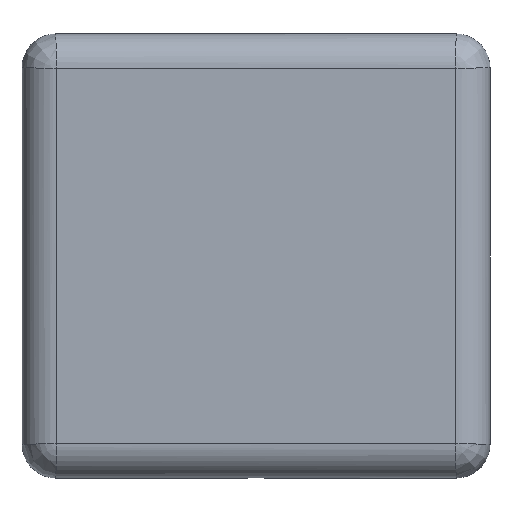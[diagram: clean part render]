
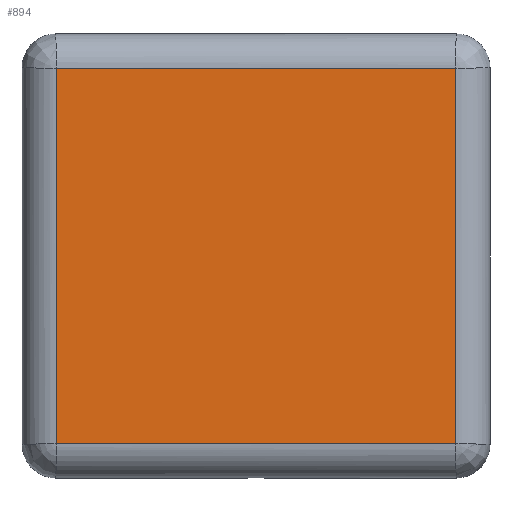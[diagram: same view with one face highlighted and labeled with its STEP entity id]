
A CAD part, front view. The second image highlights one B-rep face of the part: STEP entity #894.
In plain terms, the highlighted planar face has unit normal (0, -1, 0).
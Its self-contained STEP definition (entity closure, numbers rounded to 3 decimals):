
#133=FACE_OUTER_BOUND('',#193,.T.);
#193=EDGE_LOOP('',(#609,#610,#611,#612));
#258=LINE('',#1365,#325);
#259=LINE('',#1367,#326);
#260=LINE('',#1369,#327);
#261=LINE('',#1370,#328);
#325=VECTOR('',#1080,10.);
#326=VECTOR('',#1081,10.);
#327=VECTOR('',#1082,10.);
#328=VECTOR('',#1083,10.);
#392=VERTEX_POINT('',#1363);
#393=VERTEX_POINT('',#1364);
#394=VERTEX_POINT('',#1366);
#395=VERTEX_POINT('',#1368);
#474=EDGE_CURVE('',#392,#393,#258,.T.);
#475=EDGE_CURVE('',#394,#392,#259,.T.);
#476=EDGE_CURVE('',#395,#394,#260,.T.);
#477=EDGE_CURVE('',#393,#395,#261,.T.);
#609=ORIENTED_EDGE('',*,*,#474,.F.);
#610=ORIENTED_EDGE('',*,*,#475,.F.);
#611=ORIENTED_EDGE('',*,*,#476,.F.);
#612=ORIENTED_EDGE('',*,*,#477,.F.);
#879=PLANE('',#968);
#894=ADVANCED_FACE('',(#133),#879,.T.);
#968=AXIS2_PLACEMENT_3D('',#1362,#1078,#1079);
#1078=DIRECTION('center_axis',(0.,-1.,0.));
#1079=DIRECTION('ref_axis',(1.,0.,0.));
#1080=DIRECTION('',(1.,0.,0.));
#1081=DIRECTION('',(0.,0.,1.));
#1082=DIRECTION('',(-1.,0.,0.));
#1083=DIRECTION('',(0.,0.,-1.));
#1362=CARTESIAN_POINT('Origin',(-47.5,-18.,-361.814));
#1363=CARTESIAN_POINT('',(-52.4,-18.,-266.6));
#1364=CARTESIAN_POINT('',(52.4,-18.,-266.6));
#1365=CARTESIAN_POINT('',(2.5,-18.,-266.6));
#1366=CARTESIAN_POINT('',(-52.4,-18.,-365.14));
#1367=CARTESIAN_POINT('',(-52.4,-18.,-314.157));
#1368=CARTESIAN_POINT('',(52.4,-18.,-365.14));
#1369=CARTESIAN_POINT('',(-50.,-18.,-365.14));
#1370=CARTESIAN_POINT('',(52.4,-18.,-363.527));
